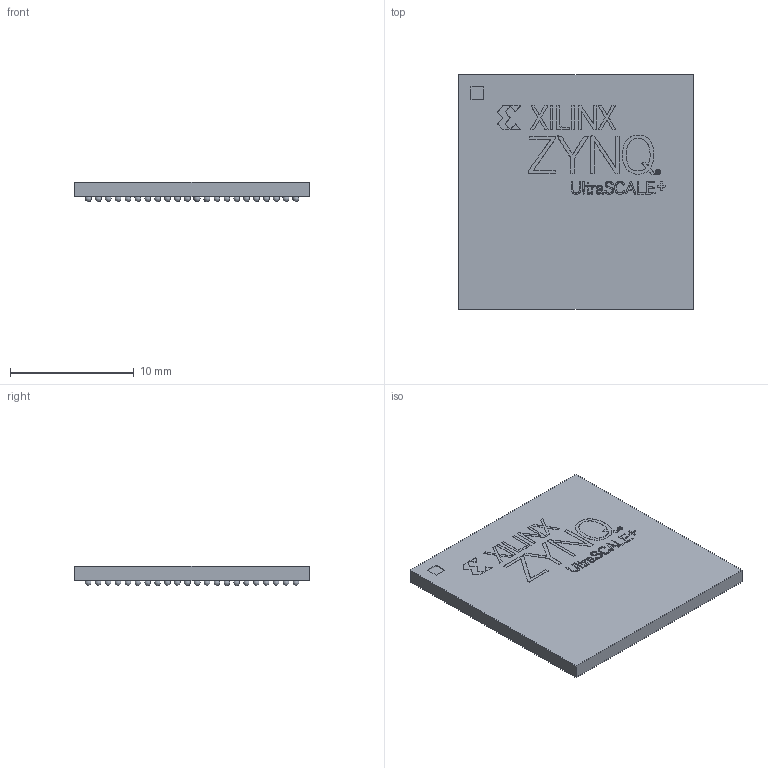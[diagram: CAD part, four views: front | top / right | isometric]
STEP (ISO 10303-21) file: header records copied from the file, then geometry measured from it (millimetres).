
FILE_DESCRIPTION(('FreeCAD Model'),'2;1');
FILE_NAME('Open CASCADE Shape Model','2021-09-13T13:26:26',(''),(''), 'Open CASCADE STEP processor 7.5','FreeCAD','Unknown');
FILE_SCHEMA(('AUTOMOTIVE_DESIGN { 1 0 10303 214 1 1 1 1 }'));
Length unit declared in the file: millimetre
Products named in the file (5): Unnamed; cuadrado_concuadrado; BOLAS; punto; rotulo
Assembly tree (4 placements, depth 2):
  Unnamed
    cuadrado_concuadrado
    BOLAS
    punto
    rotulo
Bounding box: 19 x 19 x 1.57 mm (x, y, z)
Surface area: 2574.4 mm2
Topology: 28 solids, 28 shells, 1104 faces, 3139 edges, 2092 vertices
Faces by surface type: extrusion 545, sphere 484, plane 75
Entity records: 35285 total; most frequent: CARTESIAN_POINT 9397, ORIENTED_EDGE 5302, DIRECTION 4198, EDGE_CURVE 2651, VERTEX_POINT 2090, B_SPLINE_CURVE_WITH_KNOTS 1635, FACE_BOUND 1597, EDGE_LOOP 1597
